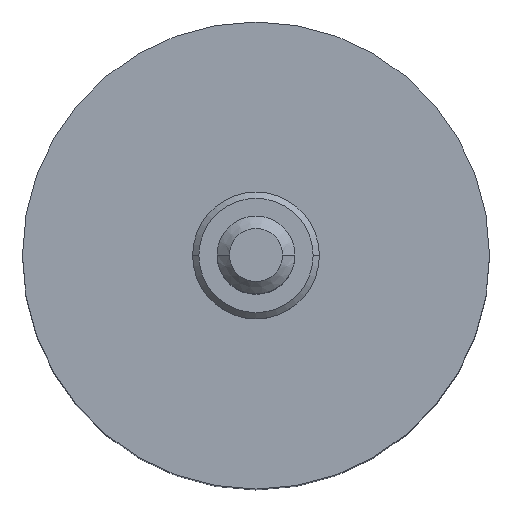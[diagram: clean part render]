
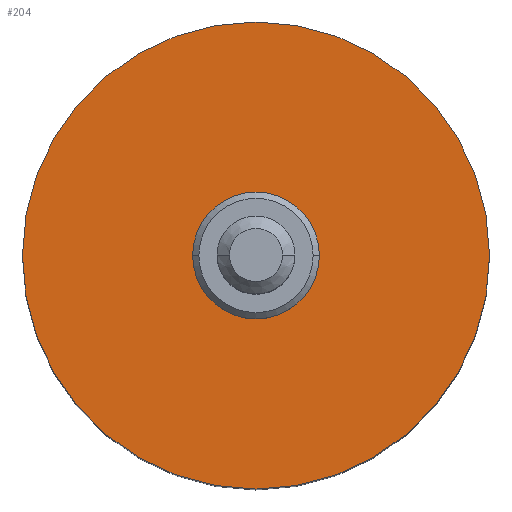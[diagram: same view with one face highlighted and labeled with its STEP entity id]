
A CAD part, top view. The second image highlights one B-rep face of the part: STEP entity #204.
In plain terms, the highlighted planar face has unit normal (0, 0, 1).
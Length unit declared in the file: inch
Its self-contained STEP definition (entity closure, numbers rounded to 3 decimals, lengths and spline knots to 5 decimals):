
#14 = PLANE ( 'NONE',  #516 ) ;
#25 = ORIENTED_EDGE ( 'NONE', *, *, #432, .F. ) ;
#43 = DIRECTION ( 'NONE',  ( 1., 0., 0. ) ) ;
#62 = DIRECTION ( 'NONE',  ( 0., 0., -1. ) ) ;
#72 = DIRECTION ( 'NONE',  ( 1., 0., 0. ) ) ;
#77 = ORIENTED_EDGE ( 'NONE', *, *, #307, .T. ) ;
#94 = CIRCLE ( 'NONE', #376, 0.75 ) ;
#97 = DIRECTION ( 'NONE',  ( -1., 0., 0. ) ) ;
#106 = VERTEX_POINT ( 'NONE', #373 ) ;
#110 = ORIENTED_EDGE ( 'NONE', *, *, #354, .T. ) ;
#112 = DIRECTION ( 'NONE',  ( 0., 0., 1. ) ) ;
#117 = DIRECTION ( 'NONE',  ( 0., 0., 1. ) ) ;
#124 = AXIS2_PLACEMENT_3D ( 'NONE', #310, #477, #273 ) ;
#166 = CIRCLE ( 'NONE', #124, 0.75 ) ;
#182 = FACE_OUTER_BOUND ( 'NONE', #316, .T. ) ;
#184 = FACE_BOUND ( 'NONE', #291, .T. ) ;
#190 = VERTEX_POINT ( 'NONE', #301 ) ;
#204 = ADVANCED_FACE ( 'NONE', ( #184, #182 ), #14, .F. ) ;
#206 = CIRCLE ( 'NONE', #507, 0.2035 ) ;
#215 = VERTEX_POINT ( 'NONE', #346 ) ;
#223 = CARTESIAN_POINT ( 'NONE',  ( 0., 0.2035, -0.96677 ) ) ;
#249 = DIRECTION ( 'NONE',  ( 0., 0., 1. ) ) ;
#273 = DIRECTION ( 'NONE',  ( 1., 0., 0. ) ) ;
#275 = VERTEX_POINT ( 'NONE', #433 ) ;
#291 = EDGE_LOOP ( 'NONE', ( #442, #25 ) ) ;
#301 = CARTESIAN_POINT ( 'NONE',  ( -0.75, 0., -0.96677 ) ) ;
#307 = EDGE_CURVE ( 'NONE', #190, #215, #94, .T. ) ;
#310 = CARTESIAN_POINT ( 'NONE',  ( 0., 0., -0.96677 ) ) ;
#316 = EDGE_LOOP ( 'NONE', ( #110, #77 ) ) ;
#346 = CARTESIAN_POINT ( 'NONE',  ( 0.75, 0., -0.96677 ) ) ;
#354 = EDGE_CURVE ( 'NONE', #215, #190, #166, .T. ) ;
#366 = EDGE_CURVE ( 'NONE', #106, #275, #421, .T. ) ;
#373 = CARTESIAN_POINT ( 'NONE',  ( 0.2035, 0., -0.96677 ) ) ;
#376 = AXIS2_PLACEMENT_3D ( 'NONE', #524, #112, #72 ) ;
#400 = CARTESIAN_POINT ( 'NONE',  ( 0., 0., -0.96677 ) ) ;
#421 = CIRCLE ( 'NONE', #491, 0.2035 ) ;
#432 = EDGE_CURVE ( 'NONE', #275, #106, #206, .T. ) ;
#433 = CARTESIAN_POINT ( 'NONE',  ( -0.2035, 0., -0.96677 ) ) ;
#442 = ORIENTED_EDGE ( 'NONE', *, *, #366, .F. ) ;
#443 = DIRECTION ( 'NONE',  ( 1., 0., 0. ) ) ;
#454 = CARTESIAN_POINT ( 'NONE',  ( 0., 0., -0.96677 ) ) ;
#477 = DIRECTION ( 'NONE',  ( 0., 0., 1. ) ) ;
#491 = AXIS2_PLACEMENT_3D ( 'NONE', #400, #117, #443 ) ;
#507 = AXIS2_PLACEMENT_3D ( 'NONE', #454, #249, #43 ) ;
#516 = AXIS2_PLACEMENT_3D ( 'NONE', #223, #62, #97 ) ;
#524 = CARTESIAN_POINT ( 'NONE',  ( 0., 0., -0.96677 ) ) ;
